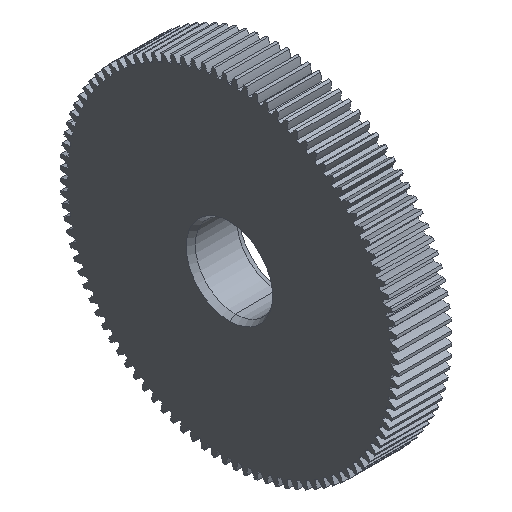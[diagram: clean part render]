
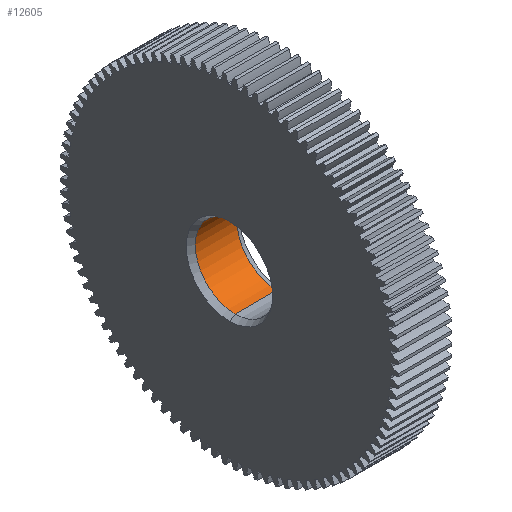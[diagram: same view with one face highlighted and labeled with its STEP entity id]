
A CAD part, isometric view. The second image highlights one B-rep face of the part: STEP entity #12605.
In plain terms, the highlighted cylindrical face has radius 6 mm (diameter 12 mm), a partial arc.
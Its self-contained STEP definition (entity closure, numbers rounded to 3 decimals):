
#9 = DIRECTION ( 'NONE',  ( 1., 0., 0. ) ) ;
#489 = AXIS2_PLACEMENT_3D ( 'NONE', #8171, #2639, #13860 ) ;
#585 = ORIENTED_EDGE ( 'NONE', *, *, #13630, .F. ) ;
#731 = VERTEX_POINT ( 'NONE', #6890 ) ;
#845 = DIRECTION ( 'NONE',  ( -1., 0., 0. ) ) ;
#966 = AXIS2_PLACEMENT_3D ( 'NONE', #10805, #845, #5275 ) ;
#1989 = VERTEX_POINT ( 'NONE', #9809 ) ;
#2144 = VERTEX_POINT ( 'NONE', #6658 ) ;
#2242 = VERTEX_POINT ( 'NONE', #2372 ) ;
#2372 = CARTESIAN_POINT ( 'NONE',  ( 0.866, 0., 6. ) ) ;
#2639 = DIRECTION ( 'NONE',  ( 1., 0., 0. ) ) ;
#3397 = DIRECTION ( 'NONE',  ( 1., 0., 0. ) ) ;
#3453 = CARTESIAN_POINT ( 'NONE',  ( -16.971, 0., 6. ) ) ;
#3699 = ORIENTED_EDGE ( 'NONE', *, *, #13068, .T. ) ;
#4260 = LINE ( 'NONE', #5543, #13294 ) ;
#5275 = DIRECTION ( 'NONE',  ( 0., 0., -1. ) ) ;
#5543 = CARTESIAN_POINT ( 'NONE',  ( -16.971, 0., -6. ) ) ;
#6658 = CARTESIAN_POINT ( 'NONE',  ( 7.134, 0., -6. ) ) ;
#6675 = EDGE_LOOP ( 'NONE', ( #585, #11604, #3699, #10120 ) ) ;
#6890 = CARTESIAN_POINT ( 'NONE',  ( 0.866, 0., -6. ) ) ;
#7604 = LINE ( 'NONE', #3453, #11921 ) ;
#7832 = DIRECTION ( 'NONE',  ( 0., 0., 1. ) ) ;
#8171 = CARTESIAN_POINT ( 'NONE',  ( -16.971, 0., 0. ) ) ;
#8452 = EDGE_CURVE ( 'NONE', #2242, #731, #9772, .T. ) ;
#9117 = AXIS2_PLACEMENT_3D ( 'NONE', #12069, #3397, #7832 ) ;
#9673 = FACE_OUTER_BOUND ( 'NONE', #6675, .T. ) ;
#9772 = CIRCLE ( 'NONE', #966, 6. ) ;
#9809 = CARTESIAN_POINT ( 'NONE',  ( 7.134, 0., 6. ) ) ;
#9860 = DIRECTION ( 'NONE',  ( 1., 0., 0. ) ) ;
#10120 = ORIENTED_EDGE ( 'NONE', *, *, #13369, .T. ) ;
#10805 = CARTESIAN_POINT ( 'NONE',  ( 0.866, 0., 0. ) ) ;
#11604 = ORIENTED_EDGE ( 'NONE', *, *, #8452, .T. ) ;
#11921 = VECTOR ( 'NONE', #9860, 1000. ) ;
#12069 = CARTESIAN_POINT ( 'NONE',  ( 7.134, 0., 0. ) ) ;
#12605 = ADVANCED_FACE ( 'NONE', ( #9673 ), #14132, .F. ) ;
#12846 = CIRCLE ( 'NONE', #9117, 6. ) ;
#13068 = EDGE_CURVE ( 'NONE', #731, #2144, #4260, .T. ) ;
#13294 = VECTOR ( 'NONE', #9, 1000. ) ;
#13369 = EDGE_CURVE ( 'NONE', #2144, #1989, #12846, .T. ) ;
#13630 = EDGE_CURVE ( 'NONE', #2242, #1989, #7604, .T. ) ;
#13860 = DIRECTION ( 'NONE',  ( 0., 0., -1. ) ) ;
#14132 = CYLINDRICAL_SURFACE ( 'NONE', #489, 6. ) ;
